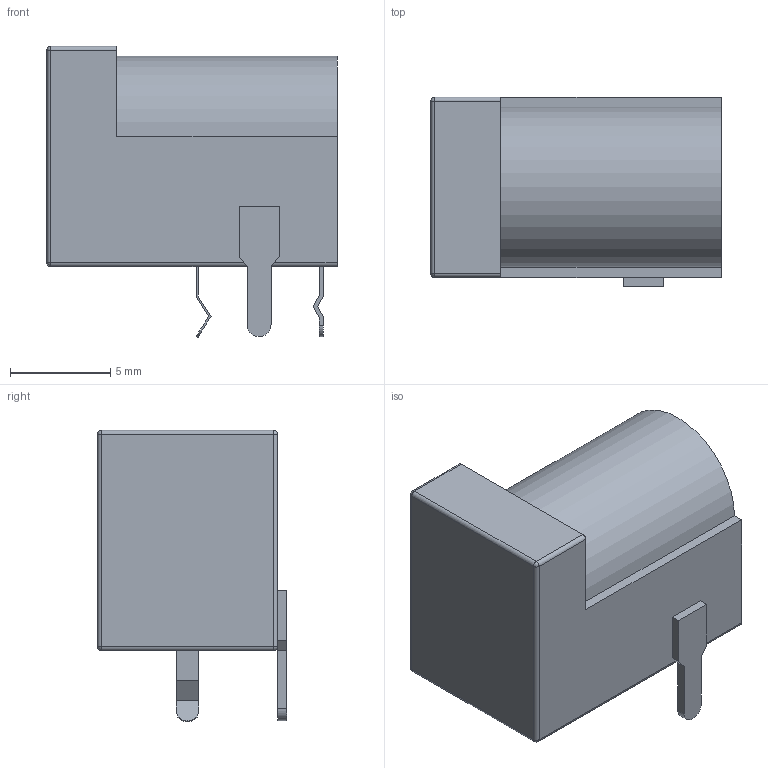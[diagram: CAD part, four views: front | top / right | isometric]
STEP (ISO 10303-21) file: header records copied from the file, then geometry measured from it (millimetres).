
FILE_DESCRIPTION( ( '' ), ' ' );
FILE_NAME( '5a8666e55e5f8d0f330dfe56.step', '2018-02-16T05:06:46', ( '' ), ( '' ), ' ', ' ', ' ' );
FILE_SCHEMA( ( 'AUTOMOTIVE_DESIGN { 1 0 10303 214 1 1 1 1 }' ) );
Length unit declared in the file: metre
Products named in the file (1): Open CASCADE STEP translator 6.8 1
Bounding box: 14.5 x 9.45 x 14.55 mm (x, y, z)
Volume: 1271.4 mm3; surface area: 756.6 mm2
Topology: 1 solids, 1 shells, 52 faces, 134 edges, 82 vertices
Faces by surface type: plane 36, cylinder 12, sphere 4
Entity records: 2608 total; most frequent: CARTESIAN_POINT 265, DIRECTION 260, ORIENTED_EDGE 260, STYLED_ITEM 182, PRESENTATION_STYLE_ASSIGNMENT 182, COLOUR_RGB 182, EDGE_CURVE 130, CURVE_STYLE 130
